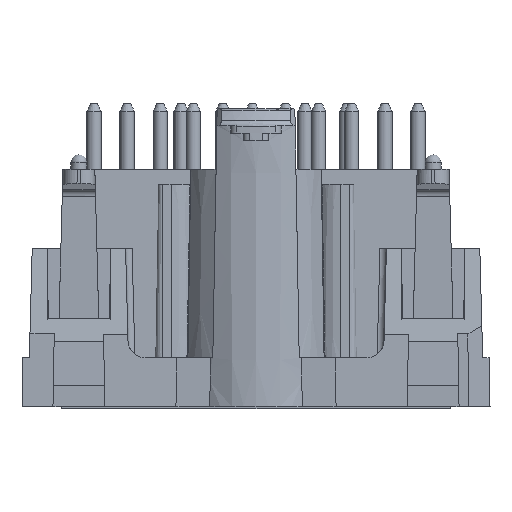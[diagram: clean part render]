
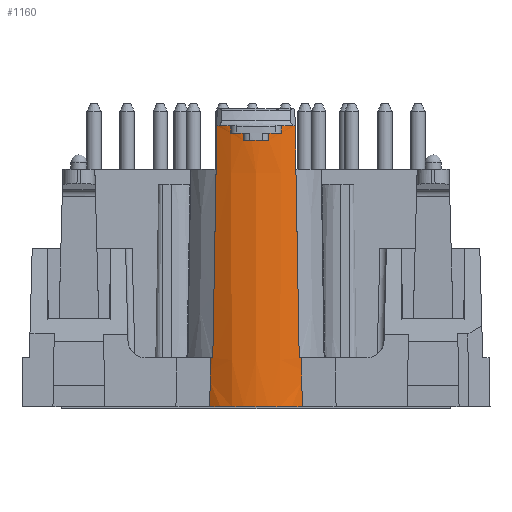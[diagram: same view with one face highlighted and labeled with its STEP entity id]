
A CAD part, left-side view. The second image highlights one B-rep face of the part: STEP entity #1160.
In plain terms, the highlighted conical face has half-angle 0.356 degrees and reference radius 5.5 mm.
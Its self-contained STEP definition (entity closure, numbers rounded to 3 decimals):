
#1160 = ADVANCED_FACE( '', ( #2572 ), #2573, .T. );
#2572 = FACE_OUTER_BOUND( '', #4209, .T. );
#2573 = CONICAL_SURFACE( '', #4210, 5.5, 0.006 );
#4209 = EDGE_LOOP( '', ( #7590, #7591, #7592, #7593, #7594, #7595, #7596, #7597, #7598, #7599, #7600, #7601, #7602, #7603, #7604, #7605 ) );
#4210 = AXIS2_PLACEMENT_3D( '', #7606, #7607, #7608 );
#7590 = ORIENTED_EDGE( '', *, *, #10447, .F. );
#7591 = ORIENTED_EDGE( '', *, *, #9253, .F. );
#7592 = ORIENTED_EDGE( '', *, *, #9718, .T. );
#7593 = ORIENTED_EDGE( '', *, *, #10448, .F. );
#7594 = ORIENTED_EDGE( '', *, *, #10449, .T. );
#7595 = ORIENTED_EDGE( '', *, *, #10450, .T. );
#7596 = ORIENTED_EDGE( '', *, *, #9332, .T. );
#7597 = ORIENTED_EDGE( '', *, *, #9831, .T. );
#7598 = ORIENTED_EDGE( '', *, *, #10403, .T. );
#7599 = ORIENTED_EDGE( '', *, *, #9581, .T. );
#7600 = ORIENTED_EDGE( '', *, *, #10451, .T. );
#7601 = ORIENTED_EDGE( '', *, *, #10452, .T. );
#7602 = ORIENTED_EDGE( '', *, *, #9693, .T. );
#7603 = ORIENTED_EDGE( '', *, *, #10453, .F. );
#7604 = ORIENTED_EDGE( '', *, *, #9204, .T. );
#7605 = ORIENTED_EDGE( '', *, *, #10254, .T. );
#7606 = CARTESIAN_POINT( '', ( -27.5, 0., 3.25 ) );
#7607 = DIRECTION( '', ( 0., 0., 1. ) );
#7608 = DIRECTION( '', ( -1., 0., 0. ) );
#9204 = EDGE_CURVE( '', #10986, #10993, #10995, .T. );
#9253 = EDGE_CURVE( '', #11078, #11073, #11080, .T. );
#9332 = EDGE_CURVE( '', #11215, #11213, #11216, .T. );
#9581 = EDGE_CURVE( '', #11642, #11640, #11643, .T. );
#9693 = EDGE_CURVE( '', #11824, #11822, #11825, .T. );
#9718 = EDGE_CURVE( '', #11078, #11856, #11858, .T. );
#9831 = EDGE_CURVE( '', #11213, #12035, #12037, .T. );
#10254 = EDGE_CURVE( '', #10993, #12637, #12639, .T. );
#10403 = EDGE_CURVE( '', #12035, #11642, #12836, .T. );
#10447 = EDGE_CURVE( '', #11073, #12637, #12893, .T. );
#10448 = EDGE_CURVE( '', #12894, #11856, #12895, .T. );
#10449 = EDGE_CURVE( '', #12894, #12896, #12897, .T. );
#10450 = EDGE_CURVE( '', #12896, #11215, #12898, .T. );
#10451 = EDGE_CURVE( '', #11640, #12899, #12900, .T. );
#10452 = EDGE_CURVE( '', #12899, #11824, #12901, .T. );
#10453 = EDGE_CURVE( '', #10986, #11822, #12902, .T. );
#10986 = VERTEX_POINT( '', #13543 );
#10993 = VERTEX_POINT( '', #13551 );
#10995 = CIRCLE( '', #13553, 5.5 );
#11073 = VERTEX_POINT( '', #13660 );
#11078 = VERTEX_POINT( '', #13667 );
#11080 = ELLIPSE( '', #13670, 255.779, 4.172 );
#11213 = VERTEX_POINT( '', #13857 );
#11215 = VERTEX_POINT( '', #13860 );
#11216 = CIRCLE( '', #13861, 5.597 );
#11640 = VERTEX_POINT( '', #14437 );
#11642 = VERTEX_POINT( '', #14440 );
#11643 = LINE( '', #14441, #14442 );
#11822 = VERTEX_POINT( '', #14708 );
#11824 = VERTEX_POINT( '', #14711 );
#11825 = CIRCLE( '', #14712, 5.6 );
#11856 = VERTEX_POINT( '', #14754 );
#11858 = CIRCLE( '', #14756, 5.5 );
#12035 = VERTEX_POINT( '', #14993 );
#12037 = LINE( '', #14996, #14997 );
#12637 = VERTEX_POINT( '', #15844 );
#12639 = ELLIPSE( '', #15847, 255.779, 4.172 );
#12836 = CIRCLE( '', #16130, 5.594 );
#12893 = CIRCLE( '', #16200, 5.479 );
#12894 = VERTEX_POINT( '', #16201 );
#12895 = ELLIPSE( '', #16202, 430.867, 7.027 );
#12896 = VERTEX_POINT( '', #16203 );
#12897 = CIRCLE( '', #16204, 5.6 );
#12898 = LINE( '', #16205, #16206 );
#12899 = VERTEX_POINT( '', #16207 );
#12900 = CIRCLE( '', #16208, 5.597 );
#12901 = LINE( '', #16209, #16210 );
#12902 = ELLIPSE( '', #16211, 430.867, 7.027 );
#13543 = CARTESIAN_POINT( '', ( -32.11, 3., 3.25 ) );
#13551 = CARTESIAN_POINT( '', ( -32., 3.162, 3.25 ) );
#13553 = AXIS2_PLACEMENT_3D( '', #16826, #16827, #16828 );
#13660 = CARTESIAN_POINT( '', ( -31.941, -3.209, -0.15 ) );
#13667 = CARTESIAN_POINT( '', ( -32., -3.162, 3.25 ) );
#13670 = AXIS2_PLACEMENT_3D( '', #16885, #16886, #16887 );
#13857 = CARTESIAN_POINT( '', ( -33.024, -0.9, 18.85 ) );
#13860 = CARTESIAN_POINT( '', ( -32.816, -1.75, 18.85 ) );
#13861 = AXIS2_PLACEMENT_3D( '', #16982, #16983, #16984 );
#14437 = CARTESIAN_POINT( '', ( -33.024, 0.9, 18.85 ) );
#14440 = CARTESIAN_POINT( '', ( -33.021, 0.9, 18.35 ) );
#14441 = CARTESIAN_POINT( '', ( -33.022, 0.9, 18.6 ) );
#14442 = VECTOR( '', #17324, 1000. );
#14708 = CARTESIAN_POINT( '', ( -32.396, 2.719, 19.35 ) );
#14711 = CARTESIAN_POINT( '', ( -32.82, 1.75, 19.35 ) );
#14712 = AXIS2_PLACEMENT_3D( '', #17449, #17450, #17451 );
#14754 = CARTESIAN_POINT( '', ( -32.11, -3., 3.25 ) );
#14756 = AXIS2_PLACEMENT_3D( '', #17484, #17485, #17486 );
#14993 = CARTESIAN_POINT( '', ( -33.021, -0.9, 18.35 ) );
#14996 = CARTESIAN_POINT( '', ( -33.022, -0.9, 18.6 ) );
#14997 = VECTOR( '', #17632, 1000. );
#15844 = CARTESIAN_POINT( '', ( -31.941, 3.209, -0.15 ) );
#15847 = AXIS2_PLACEMENT_3D( '', #18125, #18126, #18127 );
#16130 = AXIS2_PLACEMENT_3D( '', #18309, #18310, #18311 );
#16200 = AXIS2_PLACEMENT_3D( '', #18364, #18365, #18366 );
#16201 = CARTESIAN_POINT( '', ( -32.396, -2.719, 19.35 ) );
#16202 = AXIS2_PLACEMENT_3D( '', #18367, #18368, #18369 );
#16203 = CARTESIAN_POINT( '', ( -32.82, -1.75, 19.35 ) );
#16204 = AXIS2_PLACEMENT_3D( '', #18370, #18371, #18372 );
#16205 = CARTESIAN_POINT( '', ( -32.818, -1.75, 19.1 ) );
#16206 = VECTOR( '', #18373, 1000. );
#16207 = CARTESIAN_POINT( '', ( -32.816, 1.75, 18.85 ) );
#16208 = AXIS2_PLACEMENT_3D( '', #18374, #18375, #18376 );
#16209 = CARTESIAN_POINT( '', ( -32.818, 1.75, 19.1 ) );
#16210 = VECTOR( '', #18377, 1000. );
#16211 = AXIS2_PLACEMENT_3D( '', #18378, #18379, #18380 );
#16826 = CARTESIAN_POINT( '', ( -27.5, 0., 3.25 ) );
#16827 = DIRECTION( '', ( 0., 0., -1. ) );
#16828 = DIRECTION( '', ( -1., 0., 0. ) );
#16885 = CARTESIAN_POINT( '', ( -29.088, 0., -163.553 ) );
#16886 = DIRECTION( '', ( 1., 0., 0.017 ) );
#16887 = DIRECTION( '', ( -0.017, 0., 1. ) );
#16982 = CARTESIAN_POINT( '', ( -27.5, 0., 18.85 ) );
#16983 = DIRECTION( '', ( 0., 0., -1. ) );
#16984 = DIRECTION( '', ( -1., 0., 0. ) );
#17324 = DIRECTION( '', ( -0.006, 0., 1. ) );
#17449 = CARTESIAN_POINT( '', ( -27.5, 0., 19.35 ) );
#17450 = DIRECTION( '', ( 0., 0., -1. ) );
#17451 = DIRECTION( '', ( -1., 0., 0. ) );
#17484 = CARTESIAN_POINT( '', ( -27.5, 0., 3.25 ) );
#17485 = DIRECTION( '', ( 0., 0., -1. ) );
#17486 = DIRECTION( '', ( -1., 0., 0. ) );
#17632 = DIRECTION( '', ( 0.006, 0., -1. ) );
#18125 = CARTESIAN_POINT( '', ( -29.088, 0., -163.553 ) );
#18126 = DIRECTION( '', ( -1., 0., -0.017 ) );
#18127 = DIRECTION( '', ( -0.017, 0., 1. ) );
#18309 = CARTESIAN_POINT( '', ( -27.5, 0., 18.35 ) );
#18310 = DIRECTION( '', ( 0., 0., -1. ) );
#18311 = DIRECTION( '', ( -1., 0., 0. ) );
#18364 = CARTESIAN_POINT( '', ( -27.5, 0., -0.15 ) );
#18365 = DIRECTION( '', ( 0., 0., -1. ) );
#18366 = DIRECTION( '', ( 1., 0., 0. ) );
#18367 = CARTESIAN_POINT( '', ( -27.5, 2.676, 328.415 ) );
#18368 = DIRECTION( '', ( 0., -1., 0.017 ) );
#18369 = DIRECTION( '', ( 0., 0.017, 1. ) );
#18370 = CARTESIAN_POINT( '', ( -27.5, 0., 19.35 ) );
#18371 = DIRECTION( '', ( 0., 0., -1. ) );
#18372 = DIRECTION( '', ( -1., 0., 0. ) );
#18373 = DIRECTION( '', ( 0.007, 0., -1. ) );
#18374 = CARTESIAN_POINT( '', ( -27.5, 0., 18.85 ) );
#18375 = DIRECTION( '', ( 0., 0., -1. ) );
#18376 = DIRECTION( '', ( -1., 0., 0. ) );
#18377 = DIRECTION( '', ( -0.007, 0., 1. ) );
#18378 = CARTESIAN_POINT( '', ( -27.5, -2.676, 328.415 ) );
#18379 = DIRECTION( '', ( 0., 1., 0.017 ) );
#18380 = DIRECTION( '', ( 0., -0.017, 1. ) );
